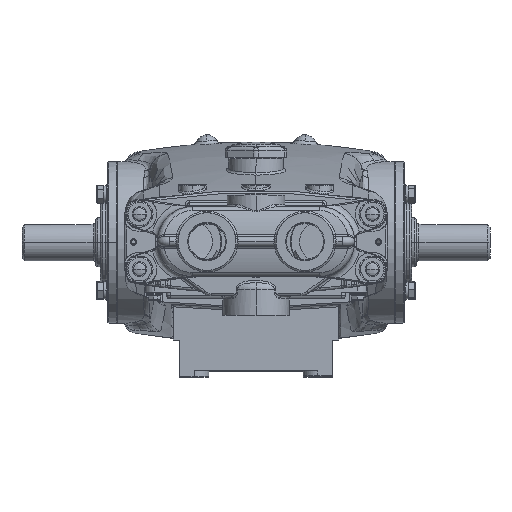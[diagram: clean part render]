
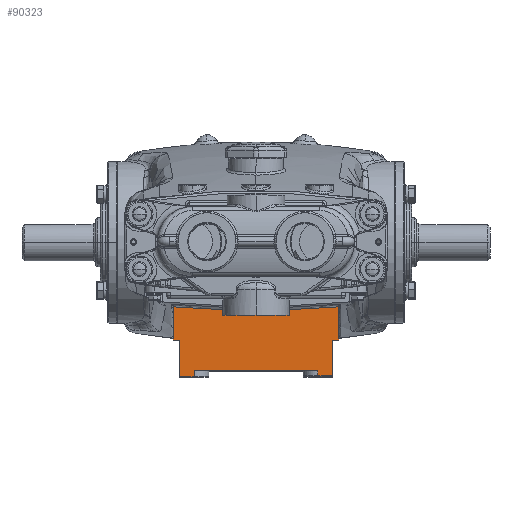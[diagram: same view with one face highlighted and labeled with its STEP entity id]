
A CAD part, top view. The second image highlights one B-rep face of the part: STEP entity #90323.
In plain terms, the highlighted planar face has unit normal (0, 0, 1).
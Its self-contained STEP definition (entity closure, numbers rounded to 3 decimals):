
#57 = CARTESIAN_POINT ( 'NONE',  ( -2.657, 19685.039, 7.52 ) ) ;
#1021 = CARTESIAN_POINT ( 'NONE',  ( 2.216, -2.134, 7.52 ) ) ;
#1441 = CARTESIAN_POINT ( 'NONE',  ( -2.461, 19685.039, 7.52 ) ) ;
#2178 = CARTESIAN_POINT ( 'NONE',  ( -2.657, -3.15, 7.52 ) ) ;
#2653 = CARTESIAN_POINT ( 'NONE',  ( -2.657, -2.088, 7.52 ) ) ;
#3544 = DIRECTION ( 'NONE',  ( 1., 0., 0. ) ) ;
#3834 = LINE ( 'NONE', #92589, #95593 ) ;
#4233 = CARTESIAN_POINT ( 'NONE',  ( -2.658, -2.086, 7.52 ) ) ;
#5397 = LINE ( 'NONE', #70849, #78034 ) ;
#6057 = VECTOR ( 'NONE', #72678, 39.37 ) ;
#6653 = PLANE ( 'NONE',  #32123 ) ;
#7728 = LINE ( 'NONE', #15095, #6057 ) ;
#8548 = VERTEX_POINT ( 'NONE', #82896 ) ;
#8901 = ORIENTED_EDGE ( 'NONE', *, *, #57869, .T. ) ;
#8943 = CARTESIAN_POINT ( 'NONE',  ( 0., -2.234, 7.52 ) ) ;
#9696 = EDGE_CURVE ( 'NONE', #8548, #75186, #48101, .T. ) ;
#10825 = EDGE_CURVE ( 'NONE', #88389, #22255, #5397, .T. ) ;
#11100 = CARTESIAN_POINT ( 'NONE',  ( -2.657, -2.09, 7.52 ) ) ;
#12173 = CARTESIAN_POINT ( 'NONE',  ( -1.988, -4.134, 7.52 ) ) ;
#14349 = DIRECTION ( 'NONE',  ( -1., 0., 0. ) ) ;
#15095 = CARTESIAN_POINT ( 'NONE',  ( -1.988, -4.291, 7.52 ) ) ;
#16917 = DIRECTION ( 'NONE',  ( 0., -1., 0. ) ) ;
#17223 = VECTOR ( 'NONE', #3544, 39.37 ) ;
#17271 = CARTESIAN_POINT ( 'NONE',  ( -2.657, -3.15, 7.52 ) ) ;
#17874 = ORIENTED_EDGE ( 'NONE', *, *, #103480, .T. ) ;
#19702 = VERTEX_POINT ( 'NONE', #71812 ) ;
#19805 = VECTOR ( 'NONE', #14349, 39.37 ) ;
#19954 = EDGE_CURVE ( 'NONE', #102189, #19702, #47814, .T. ) ;
#20053 = CARTESIAN_POINT ( 'NONE',  ( -2.216, -2.134, 7.52 ) ) ;
#20179 = DIRECTION ( 'NONE',  ( 0., -1., 0. ) ) ;
#21609 = B_SPLINE_CURVE_WITH_KNOTS ( 'NONE', 3,
 ( #26920, #4233, #2653, #11100 ),
 .UNSPECIFIED., .F., .F.,
 ( 4, 4 ),
 ( 0., 0. ),
 .UNSPECIFIED. ) ;
#21611 = CARTESIAN_POINT ( 'NONE',  ( 0., -2.234, 7.52 ) ) ;
#22255 = VERTEX_POINT ( 'NONE', #74145 ) ;
#22261 = VECTOR ( 'NONE', #45956, 39.37 ) ;
#22593 = CARTESIAN_POINT ( 'NONE',  ( 2.658, -2.086, 7.52 ) ) ;
#22788 = LINE ( 'NONE', #62927, #19805 ) ;
#23875 = EDGE_CURVE ( 'NONE', #53139, #88389, #29560, .T. ) ;
#24572 = ORIENTED_EDGE ( 'NONE', *, *, #45606, .F. ) ;
#25333 = ORIENTED_EDGE ( 'NONE', *, *, #89369, .T. ) ;
#26176 = ORIENTED_EDGE ( 'NONE', *, *, #101534, .T. ) ;
#26354 = DIRECTION ( 'NONE',  ( 0., -1., 0. ) ) ;
#26749 = CARTESIAN_POINT ( 'NONE',  ( -1.988, 19685.039, 7.52 ) ) ;
#26920 = CARTESIAN_POINT ( 'NONE',  ( -2.658, -2.084, 7.52 ) ) ;
#29503 = CARTESIAN_POINT ( 'NONE',  ( -0.444, -2.234, 7.52 ) ) ;
#29560 = LINE ( 'NONE', #53875, #22261 ) ;
#32123 = AXIS2_PLACEMENT_3D ( 'NONE', #57688, #95393, #70560 ) ;
#32553 = DIRECTION ( 'NONE',  ( 0., -1., 0. ) ) ;
#37568 = DIRECTION ( 'NONE',  ( -1., 0., 0. ) ) ;
#37778 = LINE ( 'NONE', #77955, #17223 ) ;
#37804 = ORIENTED_EDGE ( 'NONE', *, *, #81413, .F. ) ;
#38043 = VECTOR ( 'NONE', #26354, 39.37 ) ;
#38183 = CARTESIAN_POINT ( 'NONE',  ( 2.657, -2.09, 7.52 ) ) ;
#38309 = FACE_OUTER_BOUND ( 'NONE', #89767, .T. ) ;
#38834 = VERTEX_POINT ( 'NONE', #12173 ) ;
#40362 = EDGE_CURVE ( 'NONE', #19702, #80501, #67491, .T. ) ;
#40978 = VECTOR ( 'NONE', #57627, 39.37 ) ;
#41163 = VERTEX_POINT ( 'NONE', #81008 ) ;
#41689 = CARTESIAN_POINT ( 'NONE',  ( 2.461, 19685.039, 7.52 ) ) ;
#45606 = EDGE_CURVE ( 'NONE', #22255, #48671, #67036, .T. ) ;
#45956 = DIRECTION ( 'NONE',  ( 0., -1., 0. ) ) ;
#47814 = B_SPLINE_CURVE_WITH_KNOTS ( 'NONE', 3,
 ( #49051, #1021, #89732, #89218, #50109, #8943 ),
 .UNSPECIFIED., .F., .F.,
 ( 4, 2, 4 ),
 ( 0., 0.034, 0.068 ),
 .UNSPECIFIED. ) ;
#48101 = LINE ( 'NONE', #57, #68101 ) ;
#48259 = VERTEX_POINT ( 'NONE', #86556 ) ;
#48671 = VERTEX_POINT ( 'NONE', #75668 ) ;
#48726 = EDGE_CURVE ( 'NONE', #41163, #75819, #3834, .T. ) ;
#49051 = CARTESIAN_POINT ( 'NONE',  ( 2.658, -2.084, 7.52 ) ) ;
#49416 = EDGE_CURVE ( 'NONE', #38834, #48259, #98629, .T. ) ;
#50109 = CARTESIAN_POINT ( 'NONE',  ( 0.444, -2.234, 7.52 ) ) ;
#51918 = CARTESIAN_POINT ( 'NONE',  ( 2.657, -3.15, 7.52 ) ) ;
#53139 = VERTEX_POINT ( 'NONE', #38183 ) ;
#53875 = CARTESIAN_POINT ( 'NONE',  ( 2.657, 19685.039, 7.52 ) ) ;
#55356 = CARTESIAN_POINT ( 'NONE',  ( 2.658, -2.084, 7.52 ) ) ;
#57627 = DIRECTION ( 'NONE',  ( 1., 0., 0. ) ) ;
#57688 = CARTESIAN_POINT ( 'NONE',  ( -1.988, 19685.039, 7.52 ) ) ;
#57869 = EDGE_CURVE ( 'NONE', #80501, #8548, #21609, .T. ) ;
#58090 = ORIENTED_EDGE ( 'NONE', *, *, #9696, .T. ) ;
#60585 = ORIENTED_EDGE ( 'NONE', *, *, #83323, .T. ) ;
#61650 = ORIENTED_EDGE ( 'NONE', *, *, #49416, .F. ) ;
#62927 = CARTESIAN_POINT ( 'NONE',  ( -2.461, -4.134, 7.52 ) ) ;
#64539 = ORIENTED_EDGE ( 'NONE', *, *, #48726, .T. ) ;
#65055 = ORIENTED_EDGE ( 'NONE', *, *, #40362, .T. ) ;
#65852 = EDGE_CURVE ( 'NONE', #102184, #48259, #37778, .T. ) ;
#66081 = B_SPLINE_CURVE_WITH_KNOTS ( 'NONE', 3,
 ( #95532, #78092, #22593, #55356 ),
 .UNSPECIFIED., .F., .F.,
 ( 4, 4 ),
 ( 0., 0. ),
 .UNSPECIFIED. ) ;
#67036 = LINE ( 'NONE', #41689, #38043 ) ;
#67491 = B_SPLINE_CURVE_WITH_KNOTS ( 'NONE', 3,
 ( #21611, #29503, #92464, #86051, #20053, #85031 ),
 .UNSPECIFIED., .F., .F.,
 ( 4, 2, 4 ),
 ( 0., 0.034, 0.068 ),
 .UNSPECIFIED. ) ;
#68101 = VECTOR ( 'NONE', #16917, 39.37 ) ;
#70560 = DIRECTION ( 'NONE',  ( -1., 0., 0. ) ) ;
#70603 = ORIENTED_EDGE ( 'NONE', *, *, #10825, .F. ) ;
#70849 = CARTESIAN_POINT ( 'NONE',  ( 2.657, -3.15, 7.52 ) ) ;
#71812 = CARTESIAN_POINT ( 'NONE',  ( 0., -2.234, 7.52 ) ) ;
#72678 = DIRECTION ( 'NONE',  ( 1., 0., 0. ) ) ;
#74145 = CARTESIAN_POINT ( 'NONE',  ( 2.461, -3.15, 7.52 ) ) ;
#75186 = VERTEX_POINT ( 'NONE', #17271 ) ;
#75668 = CARTESIAN_POINT ( 'NONE',  ( 2.461, -4.291, 7.52 ) ) ;
#75819 = VERTEX_POINT ( 'NONE', #84226 ) ;
#76373 = ORIENTED_EDGE ( 'NONE', *, *, #19954, .T. ) ;
#77955 = CARTESIAN_POINT ( 'NONE',  ( -1.988, -4.331, 7.52 ) ) ;
#78034 = VECTOR ( 'NONE', #37568, 39.37 ) ;
#78092 = CARTESIAN_POINT ( 'NONE',  ( 2.657, -2.088, 7.52 ) ) ;
#78748 = VECTOR ( 'NONE', #82765, 39.37 ) ;
#79682 = VERTEX_POINT ( 'NONE', #96969 ) ;
#79945 = CARTESIAN_POINT ( 'NONE',  ( -2.658, -2.084, 7.52 ) ) ;
#80501 = VERTEX_POINT ( 'NONE', #79945 ) ;
#81008 = CARTESIAN_POINT ( 'NONE',  ( 1.988, -4.134, 7.52 ) ) ;
#81413 = EDGE_CURVE ( 'NONE', #41163, #38834, #22788, .T. ) ;
#82765 = DIRECTION ( 'NONE',  ( 0., -1., 0. ) ) ;
#82896 = CARTESIAN_POINT ( 'NONE',  ( -2.657, -2.09, 7.52 ) ) ;
#82897 = ORIENTED_EDGE ( 'NONE', *, *, #23875, .F. ) ;
#83323 = EDGE_CURVE ( 'NONE', #79682, #102184, #89107, .T. ) ;
#84226 = CARTESIAN_POINT ( 'NONE',  ( 1.988, -4.291, 7.52 ) ) ;
#84684 = ORIENTED_EDGE ( 'NONE', *, *, #65852, .T. ) ;
#85031 = CARTESIAN_POINT ( 'NONE',  ( -2.658, -2.084, 7.52 ) ) ;
#85852 = VECTOR ( 'NONE', #32553, 39.37 ) ;
#86051 = CARTESIAN_POINT ( 'NONE',  ( -1.774, -2.171, 7.52 ) ) ;
#86556 = CARTESIAN_POINT ( 'NONE',  ( -1.988, -4.331, 7.52 ) ) ;
#86692 = CARTESIAN_POINT ( 'NONE',  ( -2.461, -4.331, 7.52 ) ) ;
#87224 = CARTESIAN_POINT ( 'NONE',  ( 2.658, -2.084, 7.52 ) ) ;
#88389 = VERTEX_POINT ( 'NONE', #51918 ) ;
#89107 = LINE ( 'NONE', #1441, #85852 ) ;
#89218 = CARTESIAN_POINT ( 'NONE',  ( 0.888, -2.221, 7.52 ) ) ;
#89369 = EDGE_CURVE ( 'NONE', #75186, #79682, #99386, .T. ) ;
#89732 = CARTESIAN_POINT ( 'NONE',  ( 1.774, -2.171, 7.52 ) ) ;
#89767 = EDGE_LOOP ( 'NONE', ( #64539, #26176, #24572, #70603, #82897, #17874, #76373, #65055, #8901, #58090, #25333, #60585, #84684, #61650, #37804 ) ) ;
#90323 = ADVANCED_FACE ( 'NONE', ( #38309 ), #6653, .F. ) ;
#92464 = CARTESIAN_POINT ( 'NONE',  ( -0.888, -2.221, 7.52 ) ) ;
#92589 = CARTESIAN_POINT ( 'NONE',  ( 1.988, 19685.039, 7.52 ) ) ;
#95393 = DIRECTION ( 'NONE',  ( 0., 0., -1. ) ) ;
#95532 = CARTESIAN_POINT ( 'NONE',  ( 2.657, -2.09, 7.52 ) ) ;
#95593 = VECTOR ( 'NONE', #20179, 39.37 ) ;
#96969 = CARTESIAN_POINT ( 'NONE',  ( -2.461, -3.15, 7.52 ) ) ;
#98629 = LINE ( 'NONE', #26749, #78748 ) ;
#99386 = LINE ( 'NONE', #2178, #40978 ) ;
#101534 = EDGE_CURVE ( 'NONE', #75819, #48671, #7728, .T. ) ;
#102184 = VERTEX_POINT ( 'NONE', #86692 ) ;
#102189 = VERTEX_POINT ( 'NONE', #87224 ) ;
#103480 = EDGE_CURVE ( 'NONE', #53139, #102189, #66081, .T. ) ;
